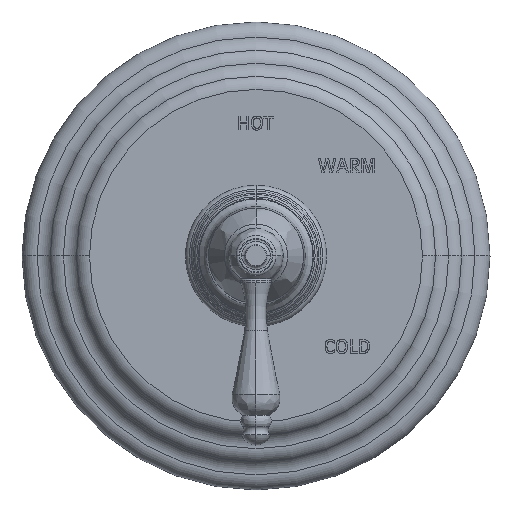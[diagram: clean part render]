
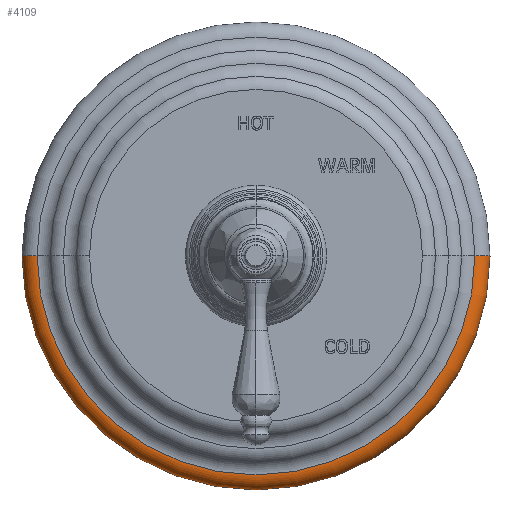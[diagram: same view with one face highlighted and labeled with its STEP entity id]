
A CAD part, top view. The second image highlights one B-rep face of the part: STEP entity #4109.
In plain terms, the highlighted toroidal (fillet/blend) face has major radius 92.075 mm and minor radius 6.35 mm.
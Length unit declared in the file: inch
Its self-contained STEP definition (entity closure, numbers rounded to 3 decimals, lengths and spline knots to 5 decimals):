
#2=CARTESIAN_POINT('',(0.,0.,0.));
#3=DIRECTION('',(0.,0.,-1.));
#4=DIRECTION('',(1.,0.,0.));
#5=AXIS2_PLACEMENT_3D('',#2,#3,#4);
#12=CARTESIAN_POINT('',(3.625,0.,0.));
#13=DIRECTION('',(0.,-1.,0.));
#14=DIRECTION('',(1.,0.,0.));
#15=AXIS2_PLACEMENT_3D('',#12,#13,#14);
#17=CARTESIAN_POINT('',(-3.625,0.,0.));
#18=DIRECTION('',(0.,1.,0.));
#19=DIRECTION('',(-1.,0.,0.));
#20=AXIS2_PLACEMENT_3D('',#17,#18,#19);
#37=CARTESIAN_POINT('',(0.,0.,0.25));
#38=DIRECTION('',(0.,0.,-1.));
#39=DIRECTION('',(1.,0.,0.));
#40=AXIS2_PLACEMENT_3D('',#37,#38,#39);
#3359=CARTESIAN_POINT('',(3.625,0.,0.25));
#3361=VERTEX_POINT('',#3359);
#3369=CARTESIAN_POINT('',(-3.625,0.,0.25));
#3371=VERTEX_POINT('',#3369);
#3943=CARTESIAN_POINT('',(3.875,0.,0.));
#3944=CARTESIAN_POINT('',(-3.875,0.,0.));
#3945=VERTEX_POINT('',#3943);
#3946=VERTEX_POINT('',#3944);
#4094=CARTESIAN_POINT('',(0.,0.,0.));
#4095=DIRECTION('',(0.,0.,-1.));
#4096=DIRECTION('',(-1.,0.,0.));
#4097=AXIS2_PLACEMENT_3D('',#4094,#4095,#4096);
#4098=TOROIDAL_SURFACE('',#4097,3.625,0.25);
#4100=ORIENTED_EDGE('',*,*,#4099,.T.);
#4102=ORIENTED_EDGE('',*,*,#4101,.T.);
#4104=ORIENTED_EDGE('',*,*,#4103,.F.);
#4106=ORIENTED_EDGE('',*,*,#4105,.F.);
#4107=EDGE_LOOP('',(#4100,#4102,#4104,#4106));
#4108=FACE_OUTER_BOUND('',#4107,.F.);
#4109=ADVANCED_FACE('',(#4108),#4098,.T.);
#6=CIRCLE('',#5,3.875);
#16=CIRCLE('',#15,0.25);
#21=CIRCLE('',#20,0.25);
#41=CIRCLE('',#40,3.625);
#4099=EDGE_CURVE('',#3945,#3946,#6,.T.);
#4101=EDGE_CURVE('',#3946,#3371,#21,.T.);
#4103=EDGE_CURVE('',#3361,#3371,#41,.T.);
#4105=EDGE_CURVE('',#3945,#3361,#16,.T.);
